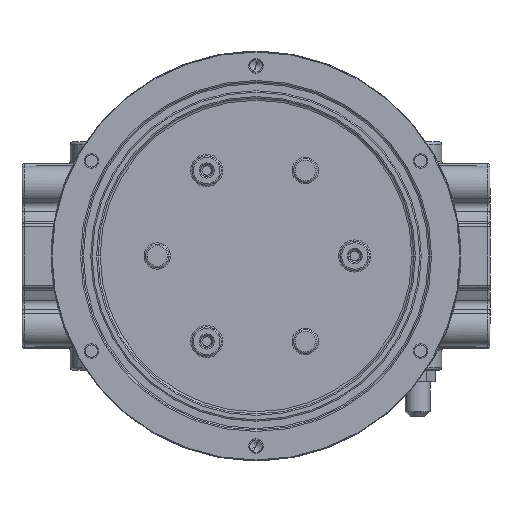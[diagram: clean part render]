
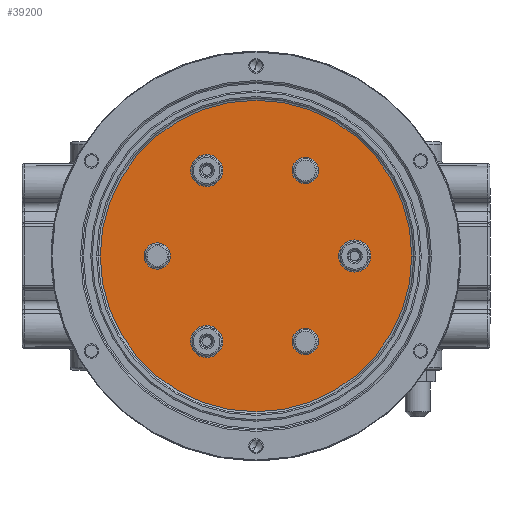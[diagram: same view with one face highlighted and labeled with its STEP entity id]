
A CAD part, front view. The second image highlights one B-rep face of the part: STEP entity #39200.
In plain terms, the highlighted planar face has unit normal (0, -1, 0).
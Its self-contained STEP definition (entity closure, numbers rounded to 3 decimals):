
#11720=CARTESIAN_POINT('',(0.,-28.,0.));
#11721=DIRECTION('',(0.,1.,0.));
#11722=DIRECTION('',(-1.,0.,0.));
#11723=AXIS2_PLACEMENT_3D('',#11720,#11721,#11722);
#11725=CARTESIAN_POINT('',(0.,-28.,0.));
#11726=DIRECTION('',(0.,1.,0.));
#11727=DIRECTION('',(1.,0.,0.));
#11728=AXIS2_PLACEMENT_3D('',#11725,#11726,#11727);
#11730=CARTESIAN_POINT('',(33.75,-28.,0.));
#11731=DIRECTION('',(0.,-1.,0.));
#11732=DIRECTION('',(1.,0.,0.));
#11733=AXIS2_PLACEMENT_3D('',#11730,#11731,#11732);
#11735=CARTESIAN_POINT('',(33.75,-28.,0.));
#11736=DIRECTION('',(0.,-1.,0.));
#11737=DIRECTION('',(-1.,0.,0.));
#11738=AXIS2_PLACEMENT_3D('',#11735,#11736,#11737);
#11740=CARTESIAN_POINT('',(16.875,-28.,29.228));
#11741=DIRECTION('',(0.,-1.,0.));
#11742=DIRECTION('',(-0.5,0.,-0.866));
#11743=AXIS2_PLACEMENT_3D('',#11740,#11741,#11742);
#11745=CARTESIAN_POINT('',(16.875,-28.,29.228));
#11746=DIRECTION('',(0.,-1.,0.));
#11747=DIRECTION('',(0.5,0.,0.866));
#11748=AXIS2_PLACEMENT_3D('',#11745,#11746,#11747);
#11750=CARTESIAN_POINT('',(-16.875,-28.,29.228));
#11751=DIRECTION('',(0.,-1.,0.));
#11752=DIRECTION('',(0.5,0.,-0.866));
#11753=AXIS2_PLACEMENT_3D('',#11750,#11751,#11752);
#11755=CARTESIAN_POINT('',(-16.875,-28.,29.228));
#11756=DIRECTION('',(0.,-1.,0.));
#11757=DIRECTION('',(-0.5,0.,0.866));
#11758=AXIS2_PLACEMENT_3D('',#11755,#11756,#11757);
#11760=CARTESIAN_POINT('',(-33.75,-28.,0.));
#11761=DIRECTION('',(0.,-1.,0.));
#11762=DIRECTION('',(1.,0.,0.));
#11763=AXIS2_PLACEMENT_3D('',#11760,#11761,#11762);
#11765=CARTESIAN_POINT('',(-33.75,-28.,0.));
#11766=DIRECTION('',(0.,-1.,0.));
#11767=DIRECTION('',(-1.,0.,0.));
#11768=AXIS2_PLACEMENT_3D('',#11765,#11766,#11767);
#11770=CARTESIAN_POINT('',(-16.875,-28.,-29.228));
#11771=DIRECTION('',(0.,-1.,0.));
#11772=DIRECTION('',(-0.5,0.,-0.866));
#11773=AXIS2_PLACEMENT_3D('',#11770,#11771,#11772);
#11775=CARTESIAN_POINT('',(-16.875,-28.,-29.228));
#11776=DIRECTION('',(0.,-1.,0.));
#11777=DIRECTION('',(0.5,0.,0.866));
#11778=AXIS2_PLACEMENT_3D('',#11775,#11776,#11777);
#11780=CARTESIAN_POINT('',(16.875,-28.,-29.228));
#11781=DIRECTION('',(0.,-1.,0.));
#11782=DIRECTION('',(0.5,0.,-0.866));
#11783=AXIS2_PLACEMENT_3D('',#11780,#11781,#11782);
#11785=CARTESIAN_POINT('',(16.875,-28.,-29.228));
#11786=DIRECTION('',(0.,-1.,0.));
#11787=DIRECTION('',(-0.5,0.,0.866));
#11788=AXIS2_PLACEMENT_3D('',#11785,#11786,#11787);
#14098=CARTESIAN_POINT('',(-53.25,-28.,0.));
#14099=CARTESIAN_POINT('',(53.25,-28.,0.));
#14100=VERTEX_POINT('',#14098);
#14101=VERTEX_POINT('',#14099);
#14106=CARTESIAN_POINT('',(39.25,-28.,0.));
#14107=CARTESIAN_POINT('',(28.25,-28.,0.));
#14108=VERTEX_POINT('',#14106);
#14109=VERTEX_POINT('',#14107);
#14114=CARTESIAN_POINT('',(14.625,-28.,25.331));
#14115=CARTESIAN_POINT('',(19.125,-28.,33.125));
#14116=VERTEX_POINT('',#14114);
#14117=VERTEX_POINT('',#14115);
#14122=CARTESIAN_POINT('',(-14.125,-28.,24.465));
#14123=CARTESIAN_POINT('',(-19.625,-28.,33.991));
#14124=VERTEX_POINT('',#14122);
#14125=VERTEX_POINT('',#14123);
#14130=CARTESIAN_POINT('',(-29.25,-28.,0.));
#14131=CARTESIAN_POINT('',(-38.25,-28.,0.));
#14132=VERTEX_POINT('',#14130);
#14133=VERTEX_POINT('',#14131);
#14138=CARTESIAN_POINT('',(-19.625,-28.,-33.991));
#14139=CARTESIAN_POINT('',(-14.125,-28.,-24.465));
#14140=VERTEX_POINT('',#14138);
#14141=VERTEX_POINT('',#14139);
#14146=CARTESIAN_POINT('',(19.125,-28.,-33.125));
#14147=CARTESIAN_POINT('',(14.625,-28.,-25.331));
#14148=VERTEX_POINT('',#14146);
#14149=VERTEX_POINT('',#14147);
#39154=CARTESIAN_POINT('',(0.,-28.,0.));
#39155=DIRECTION('',(0.,-1.,0.));
#39156=DIRECTION('',(-1.,0.,0.));
#39157=AXIS2_PLACEMENT_3D('',#39154,#39155,#39156);
#39158=PLANE('',#39157);
#39159=ORIENTED_EDGE('',*,*,#39144,.T.);
#39161=ORIENTED_EDGE('',*,*,#39160,.T.);
#39162=EDGE_LOOP('',(#39159,#39161));
#39163=FACE_OUTER_BOUND('',#39162,.F.);
#39165=ORIENTED_EDGE('',*,*,#39164,.T.);
#39167=ORIENTED_EDGE('',*,*,#39166,.T.);
#39168=EDGE_LOOP('',(#39165,#39167));
#39169=FACE_BOUND('',#39168,.F.);
#39171=ORIENTED_EDGE('',*,*,#39170,.T.);
#39173=ORIENTED_EDGE('',*,*,#39172,.T.);
#39174=EDGE_LOOP('',(#39171,#39173));
#39175=FACE_BOUND('',#39174,.F.);
#39177=ORIENTED_EDGE('',*,*,#39176,.T.);
#39179=ORIENTED_EDGE('',*,*,#39178,.T.);
#39180=EDGE_LOOP('',(#39177,#39179));
#39181=FACE_BOUND('',#39180,.F.);
#39183=ORIENTED_EDGE('',*,*,#39182,.T.);
#39185=ORIENTED_EDGE('',*,*,#39184,.T.);
#39186=EDGE_LOOP('',(#39183,#39185));
#39187=FACE_BOUND('',#39186,.F.);
#39189=ORIENTED_EDGE('',*,*,#39188,.T.);
#39191=ORIENTED_EDGE('',*,*,#39190,.T.);
#39192=EDGE_LOOP('',(#39189,#39191));
#39193=FACE_BOUND('',#39192,.F.);
#39195=ORIENTED_EDGE('',*,*,#39194,.T.);
#39197=ORIENTED_EDGE('',*,*,#39196,.T.);
#39198=EDGE_LOOP('',(#39195,#39197));
#39199=FACE_BOUND('',#39198,.F.);
#39200=ADVANCED_FACE('',(#39163,#39169,#39175,#39181,#39187,#39193,#39199),
#39158,.T.);
#11724=CIRCLE('',#11723,53.25);
#11729=CIRCLE('',#11728,53.25);
#11734=CIRCLE('',#11733,5.5);
#11739=CIRCLE('',#11738,5.5);
#11744=CIRCLE('',#11743,4.5);
#11749=CIRCLE('',#11748,4.5);
#11754=CIRCLE('',#11753,5.5);
#11759=CIRCLE('',#11758,5.5);
#11764=CIRCLE('',#11763,4.5);
#11769=CIRCLE('',#11768,4.5);
#11774=CIRCLE('',#11773,5.5);
#11779=CIRCLE('',#11778,5.5);
#11784=CIRCLE('',#11783,4.5);
#11789=CIRCLE('',#11788,4.5);
#39144=EDGE_CURVE('',#14100,#14101,#11724,.T.);
#39160=EDGE_CURVE('',#14101,#14100,#11729,.T.);
#39164=EDGE_CURVE('',#14108,#14109,#11734,.T.);
#39166=EDGE_CURVE('',#14109,#14108,#11739,.T.);
#39170=EDGE_CURVE('',#14116,#14117,#11744,.T.);
#39172=EDGE_CURVE('',#14117,#14116,#11749,.T.);
#39176=EDGE_CURVE('',#14124,#14125,#11754,.T.);
#39178=EDGE_CURVE('',#14125,#14124,#11759,.T.);
#39182=EDGE_CURVE('',#14132,#14133,#11764,.T.);
#39184=EDGE_CURVE('',#14133,#14132,#11769,.T.);
#39188=EDGE_CURVE('',#14140,#14141,#11774,.T.);
#39190=EDGE_CURVE('',#14141,#14140,#11779,.T.);
#39194=EDGE_CURVE('',#14148,#14149,#11784,.T.);
#39196=EDGE_CURVE('',#14149,#14148,#11789,.T.);
